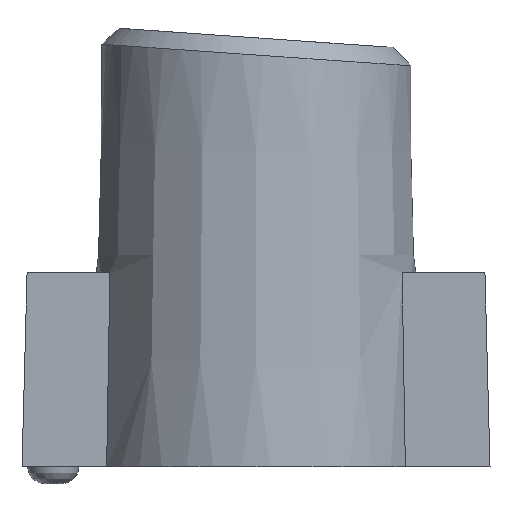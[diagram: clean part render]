
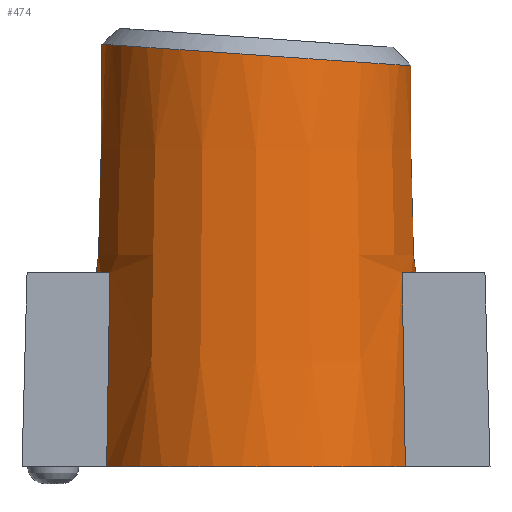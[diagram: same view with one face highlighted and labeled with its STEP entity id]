
A CAD part, left-side view. The second image highlights one B-rep face of the part: STEP entity #474.
In plain terms, the highlighted conical face has half-angle 1.5 degrees and reference radius 2.25 mm.
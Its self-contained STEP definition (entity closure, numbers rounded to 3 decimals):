
#20=B_SPLINE_CURVE_WITH_KNOTS('',3,(#916,#917,#918,#919,#920),
 .UNSPECIFIED.,.F.,.F.,(4,1,4),(-3.142,-2.244,-1.577),
 .UNSPECIFIED.);
#21=B_SPLINE_CURVE_WITH_KNOTS('',3,(#921,#922,#923,#924,#925,#926,#927,
#928,#929),.UNSPECIFIED.,.F.,.F.,(4,1,1,1,1,1,4),(-1.577,-1.346,
-0.449,0.449,1.346,2.244,3.142),
 .UNSPECIFIED.);
#36=LINE('',#932,#71);
#71=VECTOR('',#606,2.25);
#106=(
BOUNDED_CURVE()
B_SPLINE_CURVE(2,(#936,#937,#938),.UNSPECIFIED.,.F.,.F.)
B_SPLINE_CURVE_WITH_KNOTS((3,3),(10261.625,10267.192),
 .UNSPECIFIED.)
CURVE()
GEOMETRIC_REPRESENTATION_ITEM()
RATIONAL_B_SPLINE_CURVE((1.,1.,1.))
REPRESENTATION_ITEM('')
);
#107=(
BOUNDED_CURVE()
B_SPLINE_CURVE(2,(#942,#943,#944),.UNSPECIFIED.,.F.,.F.)
B_SPLINE_CURVE_WITH_KNOTS((3,3),(9753.41,9758.977),
 .UNSPECIFIED.)
CURVE()
GEOMETRIC_REPRESENTATION_ITEM()
RATIONAL_B_SPLINE_CURVE((1.,1.,1.))
REPRESENTATION_ITEM('')
);
#108=(
BOUNDED_CURVE()
B_SPLINE_CURVE(2,(#948,#949,#950),.UNSPECIFIED.,.F.,.F.)
B_SPLINE_CURVE_WITH_KNOTS((3,3),(10261.625,10267.192),
 .UNSPECIFIED.)
CURVE()
GEOMETRIC_REPRESENTATION_ITEM()
RATIONAL_B_SPLINE_CURVE((1.,1.,1.))
REPRESENTATION_ITEM('')
);
#109=(
BOUNDED_CURVE()
B_SPLINE_CURVE(2,(#954,#955,#956),.UNSPECIFIED.,.F.,.F.)
B_SPLINE_CURVE_WITH_KNOTS((3,3),(9753.41,9758.977),
 .UNSPECIFIED.)
CURVE()
GEOMETRIC_REPRESENTATION_ITEM()
RATIONAL_B_SPLINE_CURVE((1.,1.,1.))
REPRESENTATION_ITEM('')
);
#114=CONICAL_SURFACE('',#527,2.25,0.026);
#146=FACE_OUTER_BOUND('',#175,.T.);
#175=EDGE_LOOP('',(#371,#372,#373,#374,#375,#376,#377,#378,#379,#380,#381,
#382,#383));
#203=CIRCLE('',#528,2.413);
#204=CIRCLE('',#529,2.339);
#205=CIRCLE('',#530,2.413);
#206=CIRCLE('',#531,2.339);
#207=CIRCLE('',#532,2.413);
#231=VERTEX_POINT('',#913);
#232=VERTEX_POINT('',#915);
#233=VERTEX_POINT('',#931);
#234=VERTEX_POINT('',#933);
#235=VERTEX_POINT('',#935);
#236=VERTEX_POINT('',#939);
#237=VERTEX_POINT('',#941);
#238=VERTEX_POINT('',#945);
#239=VERTEX_POINT('',#947);
#240=VERTEX_POINT('',#951);
#241=VERTEX_POINT('',#953);
#285=EDGE_CURVE('',#231,#232,#20,.T.);
#286=EDGE_CURVE('',#232,#231,#21,.T.);
#287=EDGE_CURVE('',#232,#233,#36,.T.);
#288=EDGE_CURVE('',#234,#233,#203,.T.);
#289=EDGE_CURVE('',#235,#234,#106,.T.);
#290=EDGE_CURVE('',#236,#235,#204,.T.);
#291=EDGE_CURVE('',#237,#236,#107,.T.);
#292=EDGE_CURVE('',#238,#237,#205,.T.);
#293=EDGE_CURVE('',#239,#238,#108,.T.);
#294=EDGE_CURVE('',#240,#239,#206,.T.);
#295=EDGE_CURVE('',#241,#240,#109,.T.);
#296=EDGE_CURVE('',#233,#241,#207,.T.);
#371=ORIENTED_EDGE('',*,*,#285,.F.);
#372=ORIENTED_EDGE('',*,*,#286,.F.);
#373=ORIENTED_EDGE('',*,*,#287,.T.);
#374=ORIENTED_EDGE('',*,*,#288,.F.);
#375=ORIENTED_EDGE('',*,*,#289,.F.);
#376=ORIENTED_EDGE('',*,*,#290,.F.);
#377=ORIENTED_EDGE('',*,*,#291,.F.);
#378=ORIENTED_EDGE('',*,*,#292,.F.);
#379=ORIENTED_EDGE('',*,*,#293,.F.);
#380=ORIENTED_EDGE('',*,*,#294,.F.);
#381=ORIENTED_EDGE('',*,*,#295,.F.);
#382=ORIENTED_EDGE('',*,*,#296,.F.);
#383=ORIENTED_EDGE('',*,*,#287,.F.);
#474=ADVANCED_FACE('',(#146),#114,.T.);
#527=AXIS2_PLACEMENT_3D('',#930,#604,#605);
#528=AXIS2_PLACEMENT_3D('',#934,#607,#608);
#529=AXIS2_PLACEMENT_3D('',#940,#609,#610);
#530=AXIS2_PLACEMENT_3D('',#946,#611,#612);
#531=AXIS2_PLACEMENT_3D('',#952,#613,#614);
#532=AXIS2_PLACEMENT_3D('',#957,#615,#616);
#604=DIRECTION('center_axis',(0.,0.,-1.));
#605=DIRECTION('ref_axis',(-1.,0.,0.));
#606=DIRECTION('',(0.026,0.,-1.));
#607=DIRECTION('center_axis',(0.,0.,-1.));
#608=DIRECTION('ref_axis',(-1.,0.,0.));
#609=DIRECTION('center_axis',(0.,0.,-1.));
#610=DIRECTION('ref_axis',(-1.,0.,0.));
#611=DIRECTION('center_axis',(0.,0.,-1.));
#612=DIRECTION('ref_axis',(-1.,0.,0.));
#613=DIRECTION('center_axis',(0.,0.,-1.));
#614=DIRECTION('ref_axis',(-1.,0.,0.));
#615=DIRECTION('center_axis',(0.,0.,-1.));
#616=DIRECTION('ref_axis',(-1.,0.,0.));
#913=CARTESIAN_POINT('',(-4.438,-4.717,8.613));
#915=CARTESIAN_POINT('',(-2.182,-2.456,8.77));
#916=CARTESIAN_POINT('Ctrl Pts',(-4.438,-4.717,8.613));
#917=CARTESIAN_POINT('Ctrl Pts',(-3.757,-4.717,8.613));
#918=CARTESIAN_POINT('Ctrl Pts',(-2.577,-4.144,8.653));
#919=CARTESIAN_POINT('Ctrl Pts',(-2.185,-2.959,8.735));
#920=CARTESIAN_POINT('Ctrl Pts',(-2.182,-2.456,8.77));
#921=CARTESIAN_POINT('Ctrl Pts',(-2.182,-2.456,8.77));
#922=CARTESIAN_POINT('Ctrl Pts',(-2.182,-2.283,8.782));
#923=CARTESIAN_POINT('Ctrl Pts',(-2.274,-1.436,8.842));
#924=CARTESIAN_POINT('Ctrl Pts',(-3.329,-0.133,8.933));
#925=CARTESIAN_POINT('Ctrl Pts',(-5.545,-0.137,8.933));
#926=CARTESIAN_POINT('Ctrl Pts',(-6.952,-1.863,8.812));
#927=CARTESIAN_POINT('Ctrl Pts',(-6.469,-4.06,8.659));
#928=CARTESIAN_POINT('Ctrl Pts',(-5.118,-4.717,8.613));
#929=CARTESIAN_POINT('Ctrl Pts',(-4.438,-4.717,8.613));
#930=CARTESIAN_POINT('Origin',(-4.438,-2.457,9.));
#931=CARTESIAN_POINT('',(-2.024,-2.457,2.767));
#932=CARTESIAN_POINT('',(-2.188,-2.457,9.));
#933=CARTESIAN_POINT('',(-3.399,-0.279,2.767));
#934=CARTESIAN_POINT('Origin',(-4.438,-2.457,2.767));
#935=CARTESIAN_POINT('',(-3.473,-0.326,5.592));
#936=CARTESIAN_POINT('Ctrl Pts',(-3.473,-0.326,5.592));
#937=CARTESIAN_POINT('Ctrl Pts',(-3.437,-0.302,4.195));
#938=CARTESIAN_POINT('Ctrl Pts',(-3.399,-0.279,2.767));
#939=CARTESIAN_POINT('',(-5.402,-0.326,5.592));
#940=CARTESIAN_POINT('Origin',(-4.438,-2.457,5.592));
#941=CARTESIAN_POINT('',(-5.476,-0.279,2.767));
#942=CARTESIAN_POINT('Ctrl Pts',(-5.476,-0.279,2.767));
#943=CARTESIAN_POINT('Ctrl Pts',(-5.438,-0.302,4.195));
#944=CARTESIAN_POINT('Ctrl Pts',(-5.402,-0.326,5.592));
#945=CARTESIAN_POINT('',(-5.476,-4.635,2.767));
#946=CARTESIAN_POINT('Origin',(-4.438,-2.457,2.767));
#947=CARTESIAN_POINT('',(-5.402,-4.588,5.592));
#948=CARTESIAN_POINT('Ctrl Pts',(-5.402,-4.588,5.592));
#949=CARTESIAN_POINT('Ctrl Pts',(-5.438,-4.612,4.195));
#950=CARTESIAN_POINT('Ctrl Pts',(-5.476,-4.635,2.767));
#951=CARTESIAN_POINT('',(-3.473,-4.588,5.592));
#952=CARTESIAN_POINT('Origin',(-4.438,-2.457,5.592));
#953=CARTESIAN_POINT('',(-3.399,-4.635,2.767));
#954=CARTESIAN_POINT('Ctrl Pts',(-3.399,-4.635,2.767));
#955=CARTESIAN_POINT('Ctrl Pts',(-3.437,-4.612,4.195));
#956=CARTESIAN_POINT('Ctrl Pts',(-3.473,-4.588,5.592));
#957=CARTESIAN_POINT('Origin',(-4.438,-2.457,2.767));
